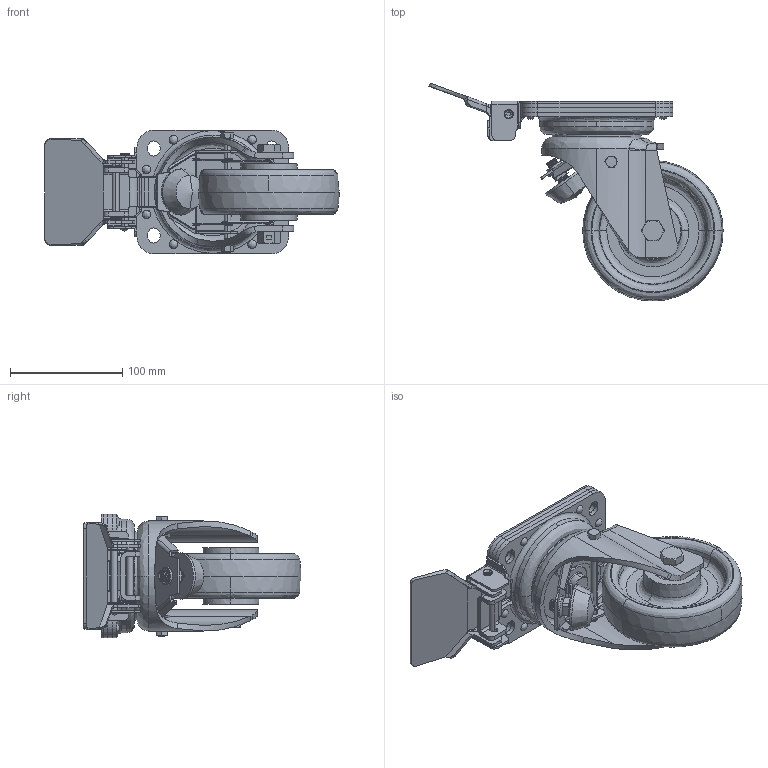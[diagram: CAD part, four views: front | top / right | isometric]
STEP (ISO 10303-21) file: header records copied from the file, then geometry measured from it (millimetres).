
FILE_DESCRIPTION (( 'STEP AP214' ), '1' );
FILE_NAME ('0041609.step', '2020-10-13T07:31:44', ( '' ), ( '' ), 'SwSTEP 2.0', 'SolidWorks 2018', '' );
FILE_SCHEMA (( 'AUTOMOTIVE_DESIGN' ));
Length unit declared in the file: millimetre
Products named in the file (1): 0041609
Bounding box: 262.03 x 194.04 x 110 mm (x, y, z)
Surface area: 212796.8 mm2 (no closed solid volume)
Topology: 0 solids, 51 shells, 677 faces, 2177 edges, 1513 vertices
Faces by surface type: plane 234, cylinder 216, bspline 167, cone 52, torus 8
Entity records: 49181 total; most frequent: CARTESIAN_POINT 23985, ORIENTED_EDGE 3563, DIRECTION 3342, EDGE_CURVE 2165, VERTEX_POINT 1512, AXIS2_PLACEMENT_3D 1224, LINE 894, VECTOR 894
